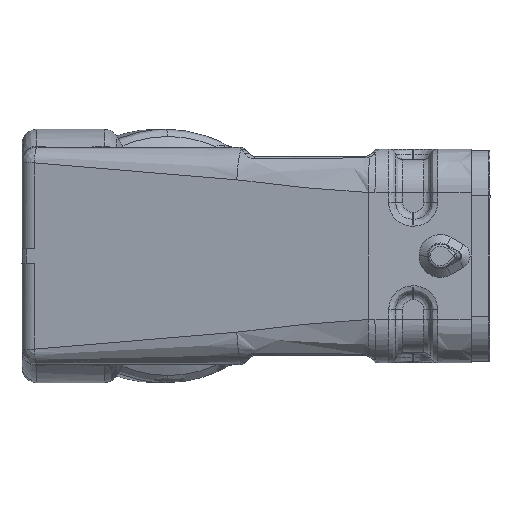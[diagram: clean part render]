
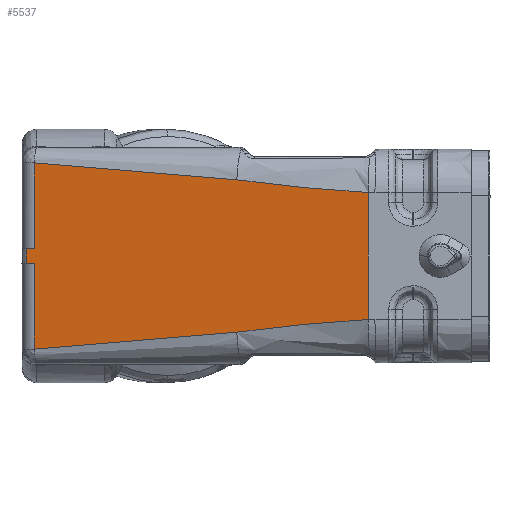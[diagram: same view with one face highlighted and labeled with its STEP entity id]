
A CAD part, left-side view. The second image highlights one B-rep face of the part: STEP entity #5537.
In plain terms, the highlighted planar face has unit normal (-0.99, 0.139, 0).
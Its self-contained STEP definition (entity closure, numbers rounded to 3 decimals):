
#4484=B_SPLINE_CURVE_WITH_KNOTS('',3,(#18301,#18302,#18303,#18304),
 .UNSPECIFIED.,.F.,.F.,(4,4),(0.,1.),.UNSPECIFIED.);
#4489=B_SPLINE_CURVE_WITH_KNOTS('',3,(#18389,#18390,#18391,#18392),
 .UNSPECIFIED.,.F.,.F.,(4,4),(0.,1.),.UNSPECIFIED.);
#4769=B_SPLINE_CURVE_WITH_KNOTS('',3,(#22956,#22957,#22958,#22959,#22960,
#22961,#22962,#22963,#22964,#22965),.UNSPECIFIED.,.F.,.F.,(4,3,3,4),(0.,
0.026,0.634,1.),.UNSPECIFIED.);
#4808=B_SPLINE_CURVE_WITH_KNOTS('',3,(#24085,#24086,#24087,#24088,#24089,
#24090,#24091,#24092,#24093,#24094),.UNSPECIFIED.,.F.,.F.,(4,3,3,4),(0.,
0.026,0.634,1.),.UNSPECIFIED.);
#4866=B_SPLINE_CURVE_WITH_KNOTS('',3,(#26032,#26033,#26034,#26035,#26036,
#26037,#26038,#26039,#26040,#26041,#26042,#26043,#26044,#26045,#26046,#26047,
#26048,#26049,#26050,#26051,#26052,#26053),.UNSPECIFIED.,.F.,.F.,(4,2,2,
2,2,2,2,2,2,2,4),(0.,0.023,0.046,0.077,
0.123,0.246,0.494,0.743,
0.868,0.992,1.),.UNSPECIFIED.);
#4867=B_SPLINE_CURVE_WITH_KNOTS('',3,(#26054,#26055,#26056,#26057,#26058,
#26059,#26060,#26061,#26062,#26063,#26064,#26065,#26066,#26067,#26068,#26069,
#26070,#26071,#26072,#26073,#26074,#26075),.UNSPECIFIED.,.F.,.F.,(4,2,2,
2,2,2,2,2,2,2,4),(0.,0.023,0.046,0.077,
0.123,0.246,0.494,0.743,
0.868,0.992,1.),.UNSPECIFIED.);
#5537=ADVANCED_FACE('',(#6434),#5987,.F.);
#5987=PLANE('',#15542);
#6434=FACE_OUTER_BOUND('',#7142,.T.);
#7142=EDGE_LOOP('',(#10159,#10160,#10161,#10162,#10163,#10164,#10165,#10166,
#10167,#10168,#10169,#10170));
#7564=LINE('',#18316,#8055);
#7570=LINE('',#18395,#8061);
#7572=LINE('',#18495,#8063);
#7573=LINE('',#18497,#8064);
#7685=LINE('',#21714,#8176);
#7745=LINE('',#24131,#8236);
#8055=VECTOR('',#16068,1.);
#8061=VECTOR('',#16080,1.);
#8063=VECTOR('',#16082,1.);
#8064=VECTOR('',#16085,1.);
#8176=VECTOR('',#16435,1.);
#8236=VECTOR('',#16793,1.);
#10159=ORIENTED_EDGE('',*,*,#13725,.F.);
#10160=ORIENTED_EDGE('',*,*,#13720,.F.);
#10161=ORIENTED_EDGE('',*,*,#13907,.F.);
#10162=ORIENTED_EDGE('',*,*,#13032,.T.);
#10163=ORIENTED_EDGE('',*,*,#13031,.T.);
#10164=ORIENTED_EDGE('',*,*,#13050,.T.);
#10165=ORIENTED_EDGE('',*,*,#13908,.T.);
#10166=ORIENTED_EDGE('',*,*,#13569,.T.);
#10167=ORIENTED_EDGE('',*,*,#13457,.T.);
#10168=ORIENTED_EDGE('',*,*,#13051,.T.);
#10169=ORIENTED_EDGE('',*,*,#13017,.F.);
#10170=ORIENTED_EDGE('',*,*,#13021,.T.);
#11993=VERTEX_POINT('',#18300);
#11994=VERTEX_POINT('',#18305);
#11996=VERTEX_POINT('',#18314);
#12005=VERTEX_POINT('',#18393);
#12006=VERTEX_POINT('',#18394);
#12007=VERTEX_POINT('',#18396);
#12024=VERTEX_POINT('',#18494);
#12025=VERTEX_POINT('',#18498);
#12328=VERTEX_POINT('',#21715);
#12372=VERTEX_POINT('',#22966);
#12466=VERTEX_POINT('',#24084);
#12467=VERTEX_POINT('',#24095);
#13017=EDGE_CURVE('',#11993,#11994,#4484,.T.);
#13021=EDGE_CURVE('',#11993,#11996,#7564,.T.);
#13031=EDGE_CURVE('',#12005,#12006,#4489,.T.);
#13032=EDGE_CURVE('',#12007,#12005,#7570,.T.);
#13050=EDGE_CURVE('',#12006,#12024,#7572,.T.);
#13051=EDGE_CURVE('',#12025,#11994,#7573,.T.);
#13457=EDGE_CURVE('',#12328,#12025,#7685,.T.);
#13569=EDGE_CURVE('',#12372,#12328,#4769,.T.);
#13720=EDGE_CURVE('',#12466,#12467,#4808,.T.);
#13725=EDGE_CURVE('',#12467,#11996,#7745,.T.);
#13907=EDGE_CURVE('',#12007,#12466,#4866,.T.);
#13908=EDGE_CURVE('',#12024,#12372,#4867,.T.);
#15542=AXIS2_PLACEMENT_3D('',#26076,#16990,#16991);
#16068=DIRECTION('',(-0.139,-0.99,0.));
#16080=DIRECTION('',(0.,0.,1.));
#16082=DIRECTION('',(0.,0.,1.));
#16085=DIRECTION('',(0.139,0.99,0.));
#16435=DIRECTION('',(0.,0.,-1.));
#16793=DIRECTION('',(0.,0.,1.));
#16990=DIRECTION('',(0.99,-0.139,0.));
#16991=DIRECTION('',(-0.139,-0.99,0.));
#18300=CARTESIAN_POINT('',(-48.152,49.897,-28.028));
#18301=CARTESIAN_POINT('',(-48.152,49.897,-28.028));
#18302=CARTESIAN_POINT('',(-48.152,49.897,-27.361));
#18303=CARTESIAN_POINT('',(-48.152,49.897,-26.694));
#18304=CARTESIAN_POINT('',(-48.152,49.897,-26.028));
#18305=CARTESIAN_POINT('',(-48.152,49.897,-26.028));
#18314=CARTESIAN_POINT('',(-48.31,48.772,-28.028));
#18316=CARTESIAN_POINT('',(-47.994,51.018,-28.028));
#18389=CARTESIAN_POINT('',(-54.786,2.694,-28.027));
#18390=CARTESIAN_POINT('',(-54.786,2.694,-27.361));
#18391=CARTESIAN_POINT('',(-54.786,2.694,-26.694));
#18392=CARTESIAN_POINT('',(-54.786,2.694,-26.028));
#18393=CARTESIAN_POINT('',(-54.786,2.694,-28.028));
#18394=CARTESIAN_POINT('',(-54.786,2.694,-26.028));
#18395=CARTESIAN_POINT('',(-54.786,2.694,-35.779));
#18396=CARTESIAN_POINT('',(-54.786,2.694,-35.79));
#18494=CARTESIAN_POINT('',(-54.786,2.694,-18.265));
#18495=CARTESIAN_POINT('',(-54.786,2.694,-26.028));
#18497=CARTESIAN_POINT('',(-47.994,51.018,-26.028));
#18498=CARTESIAN_POINT('',(-48.31,48.772,-26.028));
#21714=CARTESIAN_POINT('',(-48.31,48.772,-14.172));
#21715=CARTESIAN_POINT('',(-48.31,48.772,-14.172));
#22956=CARTESIAN_POINT('',(-52.236,20.833,-16.51));
#22957=CARTESIAN_POINT('',(-52.203,21.072,-16.49));
#22958=CARTESIAN_POINT('',(-52.169,21.311,-16.47));
#22959=CARTESIAN_POINT('',(-52.136,21.55,-16.45));
#22960=CARTESIAN_POINT('',(-51.339,27.214,-15.976));
#22961=CARTESIAN_POINT('',(-50.543,32.879,-15.502));
#22962=CARTESIAN_POINT('',(-49.747,38.544,-15.028));
#22963=CARTESIAN_POINT('',(-49.268,41.953,-14.742));
#22964=CARTESIAN_POINT('',(-48.789,45.363,-14.457));
#22965=CARTESIAN_POINT('',(-48.31,48.772,-14.172));
#22966=CARTESIAN_POINT('',(-52.236,20.833,-16.51));
#24084=CARTESIAN_POINT('',(-52.236,20.833,-37.546));
#24085=CARTESIAN_POINT('',(-52.236,20.833,-37.546));
#24086=CARTESIAN_POINT('',(-52.203,21.072,-37.566));
#24087=CARTESIAN_POINT('',(-52.169,21.311,-37.586));
#24088=CARTESIAN_POINT('',(-52.136,21.55,-37.606));
#24089=CARTESIAN_POINT('',(-51.339,27.214,-38.08));
#24090=CARTESIAN_POINT('',(-50.543,32.879,-38.554));
#24091=CARTESIAN_POINT('',(-49.747,38.544,-39.028));
#24092=CARTESIAN_POINT('',(-49.268,41.953,-39.313));
#24093=CARTESIAN_POINT('',(-48.789,45.363,-39.598));
#24094=CARTESIAN_POINT('',(-48.31,48.772,-39.884));
#24095=CARTESIAN_POINT('',(-48.31,48.772,-39.884));
#24131=CARTESIAN_POINT('',(-48.31,48.772,-39.884));
#26032=CARTESIAN_POINT('',(-54.786,2.694,-35.779));
#26033=CARTESIAN_POINT('',(-54.766,2.833,-35.781));
#26034=CARTESIAN_POINT('',(-54.747,2.971,-35.783));
#26035=CARTESIAN_POINT('',(-54.707,3.252,-35.787));
#26036=CARTESIAN_POINT('',(-54.687,3.393,-35.792));
#26037=CARTESIAN_POINT('',(-54.641,3.723,-35.801));
#26038=CARTESIAN_POINT('',(-54.615,3.911,-35.808));
#26039=CARTESIAN_POINT('',(-54.549,4.379,-35.825));
#26040=CARTESIAN_POINT('',(-54.509,4.661,-35.838));
#26041=CARTESIAN_POINT('',(-54.364,5.693,-35.892));
#26042=CARTESIAN_POINT('',(-54.259,6.443,-35.944));
#26043=CARTESIAN_POINT('',(-53.942,8.696,-36.131));
#26044=CARTESIAN_POINT('',(-53.731,10.194,-36.296));
#26045=CARTESIAN_POINT('',(-53.311,13.188,-36.655));
#26046=CARTESIAN_POINT('',(-53.1,14.685,-36.849));
#26047=CARTESIAN_POINT('',(-52.784,16.933,-37.124));
#26048=CARTESIAN_POINT('',(-52.679,17.682,-37.214));
#26049=CARTESIAN_POINT('',(-52.468,19.181,-37.38));
#26050=CARTESIAN_POINT('',(-52.363,19.931,-37.455));
#26051=CARTESIAN_POINT('',(-52.25,20.732,-37.533));
#26052=CARTESIAN_POINT('',(-52.243,20.782,-37.541));
#26053=CARTESIAN_POINT('',(-52.236,20.833,-37.546));
#26054=CARTESIAN_POINT('',(-54.786,2.694,-18.276));
#26055=CARTESIAN_POINT('',(-54.766,2.833,-18.274));
#26056=CARTESIAN_POINT('',(-54.747,2.971,-18.272));
#26057=CARTESIAN_POINT('',(-54.707,3.252,-18.268));
#26058=CARTESIAN_POINT('',(-54.687,3.393,-18.263));
#26059=CARTESIAN_POINT('',(-54.641,3.723,-18.254));
#26060=CARTESIAN_POINT('',(-54.615,3.911,-18.247));
#26061=CARTESIAN_POINT('',(-54.549,4.379,-18.23));
#26062=CARTESIAN_POINT('',(-54.509,4.661,-18.217));
#26063=CARTESIAN_POINT('',(-54.364,5.693,-18.164));
#26064=CARTESIAN_POINT('',(-54.259,6.443,-18.111));
#26065=CARTESIAN_POINT('',(-53.942,8.696,-17.924));
#26066=CARTESIAN_POINT('',(-53.731,10.194,-17.76));
#26067=CARTESIAN_POINT('',(-53.311,13.188,-17.401));
#26068=CARTESIAN_POINT('',(-53.1,14.685,-17.206));
#26069=CARTESIAN_POINT('',(-52.784,16.933,-16.931));
#26070=CARTESIAN_POINT('',(-52.679,17.682,-16.841));
#26071=CARTESIAN_POINT('',(-52.468,19.181,-16.675));
#26072=CARTESIAN_POINT('',(-52.363,19.931,-16.6));
#26073=CARTESIAN_POINT('',(-52.25,20.732,-16.522));
#26074=CARTESIAN_POINT('',(-52.243,20.782,-16.515));
#26075=CARTESIAN_POINT('',(-52.236,20.833,-16.51));
#26076=CARTESIAN_POINT('',(-47.715,53.004,-27.028));
